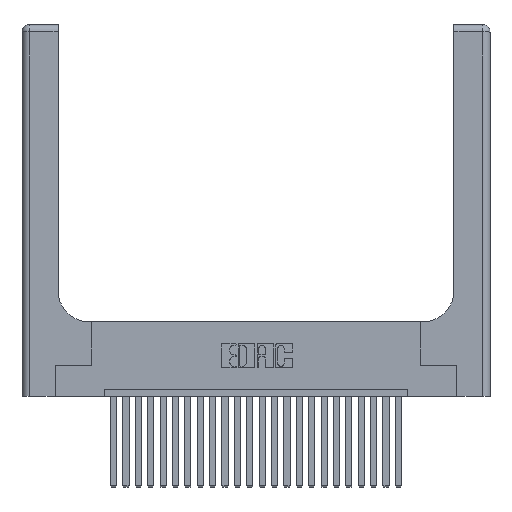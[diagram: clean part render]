
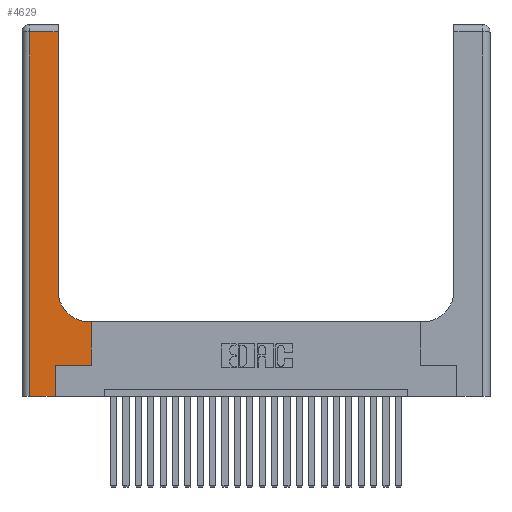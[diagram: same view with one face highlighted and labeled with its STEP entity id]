
A CAD part, top view. The second image highlights one B-rep face of the part: STEP entity #4629.
In plain terms, the highlighted planar face has unit normal (0, 0, 1).
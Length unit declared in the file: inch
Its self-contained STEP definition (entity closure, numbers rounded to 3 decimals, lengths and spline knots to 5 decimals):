
#75 = LINE ( 'NONE', #12090, #3212 ) ;
#199 = CARTESIAN_POINT ( 'NONE',  ( 0., 0., 0.37 ) ) ;
#495 = ORIENTED_EDGE ( 'NONE', *, *, #19498, .T. ) ;
#1206 = VECTOR ( 'NONE', #17925, 39.37008 ) ;
#1454 = LINE ( 'NONE', #4723, #6080 ) ;
#2271 = CIRCLE ( 'NONE', #23498, 0.25 ) ;
#3083 = CARTESIAN_POINT ( 'NONE',  ( 0.269, 0.25, 0.37 ) ) ;
#3212 = VECTOR ( 'NONE', #23730, 39.37008 ) ;
#3222 = DIRECTION ( 'NONE',  ( 0., 0., -1. ) ) ;
#3318 = VERTEX_POINT ( 'NONE', #15118 ) ;
#3483 = ORIENTED_EDGE ( 'NONE', *, *, #16060, .T. ) ;
#3637 = EDGE_LOOP ( 'NONE', ( #495, #25206, #24119, #11040, #15745, #21216, #8301, #3483, #16175 ) ) ;
#3748 = VERTEX_POINT ( 'NONE', #4258 ) ;
#3992 = DIRECTION ( 'NONE',  ( 0., 0., -1. ) ) ;
#4258 = CARTESIAN_POINT ( 'NONE',  ( 0.269, 0., 0.37 ) ) ;
#4486 = EDGE_CURVE ( 'NONE', #3748, #19125, #11935, .T. ) ;
#4629 = ADVANCED_FACE ( 'NONE', ( #10093 ), #9214, .F. ) ;
#4723 = CARTESIAN_POINT ( 'NONE',  ( 0., 2.94, 0.37 ) ) ;
#4960 = LINE ( 'NONE', #199, #1206 ) ;
#5172 = EDGE_CURVE ( 'NONE', #19125, #10731, #12527, .T. ) ;
#5766 = VECTOR ( 'NONE', #20267, 39.37008 ) ;
#6080 = VECTOR ( 'NONE', #24891, 39.37008 ) ;
#6735 = LINE ( 'NONE', #7292, #12603 ) ;
#7038 = DIRECTION ( 'NONE',  ( 1., 0., 0. ) ) ;
#7108 = CARTESIAN_POINT ( 'NONE',  ( 0., 3., 0.37 ) ) ;
#7265 = CARTESIAN_POINT ( 'NONE',  ( 0.06, 3., 0.37 ) ) ;
#7292 = CARTESIAN_POINT ( 'NONE',  ( 0.2915, 0.6, 0.37 ) ) ;
#8301 = ORIENTED_EDGE ( 'NONE', *, *, #8663, .T. ) ;
#8416 = CARTESIAN_POINT ( 'NONE',  ( 0.269, 0., 0.37 ) ) ;
#8663 = EDGE_CURVE ( 'NONE', #10731, #10597, #22469, .T. ) ;
#8867 = VERTEX_POINT ( 'NONE', #11342 ) ;
#9214 = PLANE ( 'NONE',  #24816 ) ;
#9237 = LINE ( 'NONE', #7265, #23598 ) ;
#9288 = DIRECTION ( 'NONE',  ( 0., -1., 0. ) ) ;
#9297 = VECTOR ( 'NONE', #17794, 39.37008 ) ;
#9647 = CARTESIAN_POINT ( 'NONE',  ( 0.5415, 0.85, 0.37 ) ) ;
#10093 = FACE_OUTER_BOUND ( 'NONE', #3637, .T. ) ;
#10597 = VERTEX_POINT ( 'NONE', #15001 ) ;
#10731 = VERTEX_POINT ( 'NONE', #24662 ) ;
#11040 = ORIENTED_EDGE ( 'NONE', *, *, #21776, .T. ) ;
#11286 = DIRECTION ( 'NONE',  ( -1., 0., 0. ) ) ;
#11342 = CARTESIAN_POINT ( 'NONE',  ( 0.06, 0., 0.37 ) ) ;
#11935 = LINE ( 'NONE', #8416, #5766 ) ;
#12090 = CARTESIAN_POINT ( 'NONE',  ( 0.2915, 3., 0.37 ) ) ;
#12527 = LINE ( 'NONE', #3083, #17167 ) ;
#12603 = VECTOR ( 'NONE', #11286, 39.37008 ) ;
#12831 = EDGE_CURVE ( 'NONE', #3318, #18378, #2271, .T. ) ;
#15001 = CARTESIAN_POINT ( 'NONE',  ( 0.5585, 0.6, 0.37 ) ) ;
#15118 = CARTESIAN_POINT ( 'NONE',  ( 0.5415, 0.6, 0.37 ) ) ;
#15564 = CARTESIAN_POINT ( 'NONE',  ( 0.2915, 0.85, 0.37 ) ) ;
#15745 = ORIENTED_EDGE ( 'NONE', *, *, #4486, .T. ) ;
#16060 = EDGE_CURVE ( 'NONE', #10597, #3318, #6735, .T. ) ;
#16175 = ORIENTED_EDGE ( 'NONE', *, *, #12831, .T. ) ;
#17027 = DIRECTION ( 'NONE',  ( -1., 0., 0. ) ) ;
#17167 = VECTOR ( 'NONE', #7038, 39.37008 ) ;
#17183 = EDGE_CURVE ( 'NONE', #23179, #8867, #9237, .T. ) ;
#17794 = DIRECTION ( 'NONE',  ( 0., 1., 0. ) ) ;
#17874 = CARTESIAN_POINT ( 'NONE',  ( 0.5585, 0.25, 0.37 ) ) ;
#17925 = DIRECTION ( 'NONE',  ( 1., 0., 0. ) ) ;
#18378 = VERTEX_POINT ( 'NONE', #15564 ) ;
#19125 = VERTEX_POINT ( 'NONE', #23551 ) ;
#19498 = EDGE_CURVE ( 'NONE', #18378, #21388, #75, .T. ) ;
#20267 = DIRECTION ( 'NONE',  ( 0., 1., 0. ) ) ;
#20348 = CARTESIAN_POINT ( 'NONE',  ( 0.2915, 2.94, 0.37 ) ) ;
#21216 = ORIENTED_EDGE ( 'NONE', *, *, #5172, .T. ) ;
#21388 = VERTEX_POINT ( 'NONE', #20348 ) ;
#21460 = DIRECTION ( 'NONE',  ( 1., 0., 0. ) ) ;
#21776 = EDGE_CURVE ( 'NONE', #8867, #3748, #4960, .T. ) ;
#22435 = CARTESIAN_POINT ( 'NONE',  ( 0.06, 2.94, 0.37 ) ) ;
#22469 = LINE ( 'NONE', #17874, #9297 ) ;
#23179 = VERTEX_POINT ( 'NONE', #22435 ) ;
#23252 = EDGE_CURVE ( 'NONE', #21388, #23179, #1454, .T. ) ;
#23498 = AXIS2_PLACEMENT_3D ( 'NONE', #9647, #3992, #21460 ) ;
#23551 = CARTESIAN_POINT ( 'NONE',  ( 0.269, 0.25, 0.37 ) ) ;
#23598 = VECTOR ( 'NONE', #9288, 39.37008 ) ;
#23730 = DIRECTION ( 'NONE',  ( 0., 1., 0. ) ) ;
#24119 = ORIENTED_EDGE ( 'NONE', *, *, #17183, .T. ) ;
#24662 = CARTESIAN_POINT ( 'NONE',  ( 0.5585, 0.25, 0.37 ) ) ;
#24816 = AXIS2_PLACEMENT_3D ( 'NONE', #7108, #3222, #17027 ) ;
#24891 = DIRECTION ( 'NONE',  ( -1., 0., 0. ) ) ;
#25206 = ORIENTED_EDGE ( 'NONE', *, *, #23252, .T. ) ;
